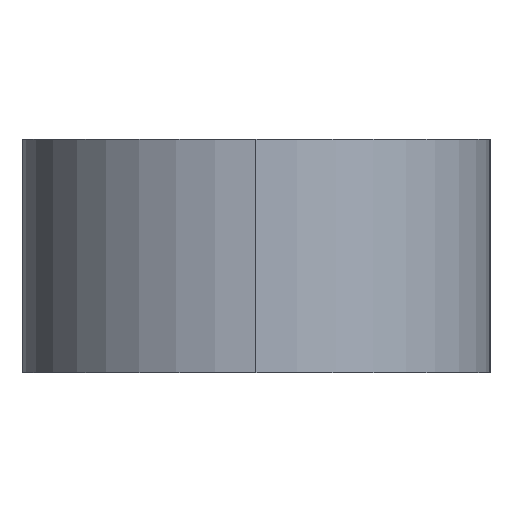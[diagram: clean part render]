
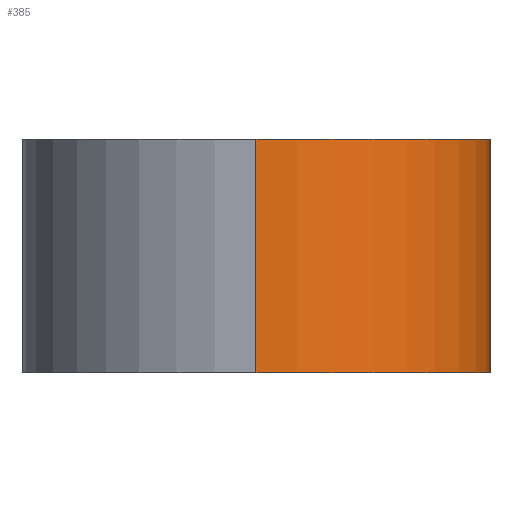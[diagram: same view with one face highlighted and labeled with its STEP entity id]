
A CAD part, left-side view. The second image highlights one B-rep face of the part: STEP entity #385.
In plain terms, the highlighted cylindrical face has radius 50 mm (diameter 100 mm), a partial arc.
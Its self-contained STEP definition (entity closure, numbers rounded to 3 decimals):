
#7 = VERTEX_POINT ( 'NONE', #221 ) ;
#29 = DIRECTION ( 'NONE',  ( 0., 0., -1. ) ) ;
#54 = DIRECTION ( 'NONE',  ( 0., 0., 1. ) ) ;
#59 = DIRECTION ( 'NONE',  ( -1., 0., 0. ) ) ;
#61 = EDGE_CURVE ( 'NONE', #342, #7, #327, .T. ) ;
#64 = CARTESIAN_POINT ( 'NONE',  ( 0., 0., 0. ) ) ;
#80 = ORIENTED_EDGE ( 'NONE', *, *, #214, .T. ) ;
#91 = CARTESIAN_POINT ( 'NONE',  ( 0., 50., 50. ) ) ;
#97 = LINE ( 'NONE', #229, #363 ) ;
#131 = AXIS2_PLACEMENT_3D ( 'NONE', #178, #408, #346 ) ;
#147 = AXIS2_PLACEMENT_3D ( 'NONE', #222, #54, #185 ) ;
#163 = EDGE_CURVE ( 'NONE', #7, #238, #294, .T. ) ;
#178 = CARTESIAN_POINT ( 'NONE',  ( 0., 50., 0. ) ) ;
#184 = CARTESIAN_POINT ( 'NONE',  ( -50., 50., 50. ) ) ;
#185 = DIRECTION ( 'NONE',  ( 1., 0., 0. ) ) ;
#188 = VECTOR ( 'NONE', #29, 1000. ) ;
#192 = DIRECTION ( 'NONE',  ( 0., 0., -1. ) ) ;
#194 = CARTESIAN_POINT ( 'NONE',  ( 0., 0., 50. ) ) ;
#214 = EDGE_CURVE ( 'NONE', #342, #341, #97, .T. ) ;
#221 = CARTESIAN_POINT ( 'NONE',  ( 0., 0., 50. ) ) ;
#222 = CARTESIAN_POINT ( 'NONE',  ( 0., 50., 50. ) ) ;
#226 = FACE_OUTER_BOUND ( 'NONE', #347, .T. ) ;
#229 = CARTESIAN_POINT ( 'NONE',  ( -50., 50., 50. ) ) ;
#238 = VERTEX_POINT ( 'NONE', #64 ) ;
#254 = CARTESIAN_POINT ( 'NONE',  ( -50., 50., 0. ) ) ;
#278 = ORIENTED_EDGE ( 'NONE', *, *, #61, .F. ) ;
#285 = DIRECTION ( 'NONE',  ( 0., 0., -1. ) ) ;
#287 = EDGE_CURVE ( 'NONE', #341, #238, #324, .T. ) ;
#294 = LINE ( 'NONE', #194, #188 ) ;
#302 = ORIENTED_EDGE ( 'NONE', *, *, #163, .F. ) ;
#320 = CYLINDRICAL_SURFACE ( 'NONE', #364, 50. ) ;
#324 = CIRCLE ( 'NONE', #131, 50. ) ;
#327 = CIRCLE ( 'NONE', #147, 50. ) ;
#341 = VERTEX_POINT ( 'NONE', #254 ) ;
#342 = VERTEX_POINT ( 'NONE', #184 ) ;
#346 = DIRECTION ( 'NONE',  ( 1., 0., 0. ) ) ;
#347 = EDGE_LOOP ( 'NONE', ( #278, #80, #402, #302 ) ) ;
#363 = VECTOR ( 'NONE', #192, 1000. ) ;
#364 = AXIS2_PLACEMENT_3D ( 'NONE', #91, #285, #59 ) ;
#385 = ADVANCED_FACE ( 'NONE', ( #226 ), #320, .T. ) ;
#402 = ORIENTED_EDGE ( 'NONE', *, *, #287, .T. ) ;
#408 = DIRECTION ( 'NONE',  ( 0., 0., 1. ) ) ;
